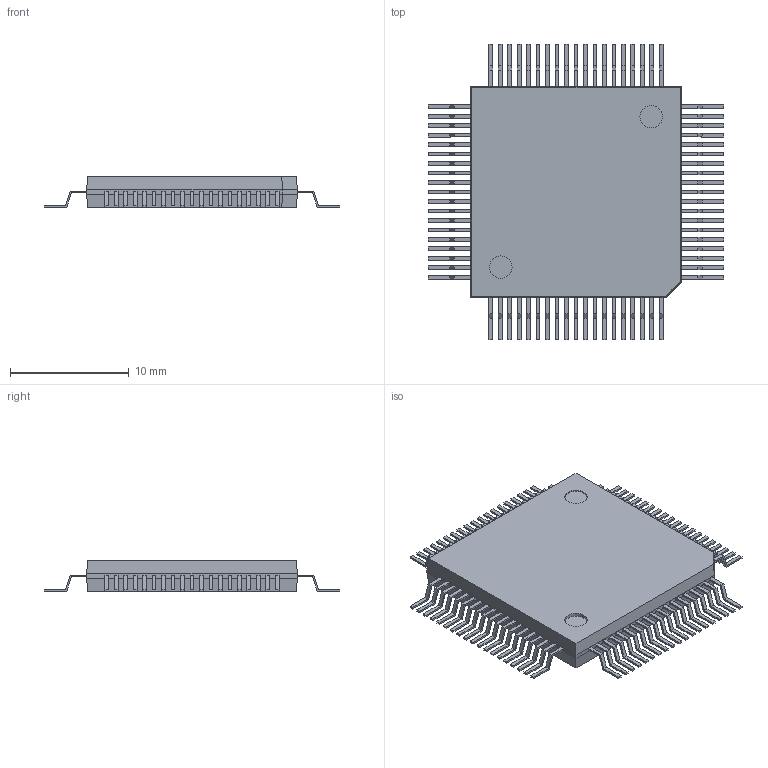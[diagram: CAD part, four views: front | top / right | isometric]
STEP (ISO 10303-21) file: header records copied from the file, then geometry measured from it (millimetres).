
FILE_DESCRIPTION(('FreeCAD Model'),'2;1');
FILE_NAME('LH5801.step', '2018-10-20T20:23:30',('kicad StepUp'),('ksu MCAD'), 'Open CASCADE STEP processor 6.9','FreeCAD','Unknown');
FILE_SCHEMA(('AUTOMOTIVE_DESIGN { 1 0 10303 214 1 1 1 1 }'));
Length unit declared in the file: millimetre
Products named in the file (1): LH5801
Bounding box: 24.89 x 24.89 x 2.54 mm (x, y, z)
Volume: 808.2 mm3; surface area: 1120.4 mm2
Topology: 77 solids, 77 shells, 781 faces, 1865 edges, 1240 vertices
Faces by surface type: plane 779, cylinder 2
Full cylindrical faces by diameter (mm): 1.905 x2
Entity records: 27432 total; most frequent: CARTESIAN_POINT 3887, ORIENTED_EDGE 3730, DIRECTION 3433, EDGE_CURVE 1865, LINE 1861, VECTOR 1861, VERTEX_POINT 1240, AXIS2_PLACEMENT_3D 786
